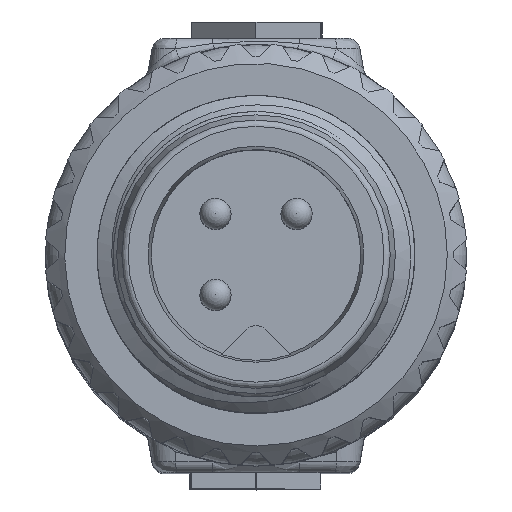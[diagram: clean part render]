
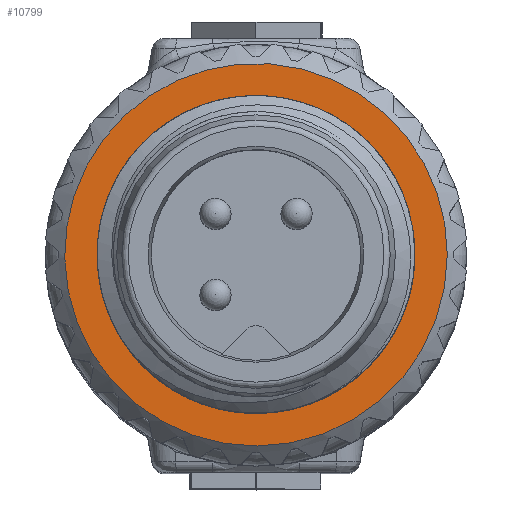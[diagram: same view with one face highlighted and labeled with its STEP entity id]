
A CAD part, top view. The second image highlights one B-rep face of the part: STEP entity #10799.
In plain terms, the highlighted planar face has unit normal (0, 0, 1).
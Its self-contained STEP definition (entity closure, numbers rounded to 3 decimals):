
#4946=PLANE('',#22137);
#10799=ADVANCED_FACE('',(#10996,#10997),#4946,.T.);
#10996=FACE_BOUND('',#11898,.T.);
#10997=FACE_BOUND('',#11899,.T.);
#11898=EDGE_LOOP('',(#16723));
#11899=EDGE_LOOP('',(#16724));
#16723=ORIENTED_EDGE('',*,*,#20836,.T.);
#16724=ORIENTED_EDGE('',*,*,#20851,.F.);
#18410=VERTEX_POINT('',#33526);
#18424=VERTEX_POINT('',#34221);
#20836=EDGE_CURVE('',#18410,#18410,#21098,.T.);
#20851=EDGE_CURVE('',#18424,#18424,#21102,.T.);
#21098=CIRCLE('',#22125,2.95);
#21102=CIRCLE('',#22133,2.45);
#22125=AXIS2_PLACEMENT_3D('',#33525,#26108,#26109);
#22133=AXIS2_PLACEMENT_3D('',#34220,#26127,#26128);
#22137=AXIS2_PLACEMENT_3D('',#34286,#26135,#26136);
#26108=DIRECTION('',(0.,0.,1.));
#26109=DIRECTION('',(1.,0.,0.));
#26127=DIRECTION('',(0.,0.,1.));
#26128=DIRECTION('',(1.,0.,0.));
#26135=DIRECTION('',(0.,0.,1.));
#26136=DIRECTION('',(1.,0.,0.));
#33525=CARTESIAN_POINT('',(0.,0.,-4.4));
#33526=CARTESIAN_POINT('',(2.95,0.,-4.4));
#34220=CARTESIAN_POINT('',(0.,0.,-4.4));
#34221=CARTESIAN_POINT('',(2.45,0.,-4.4));
#34286=CARTESIAN_POINT('',(0.,0.,-4.4));
